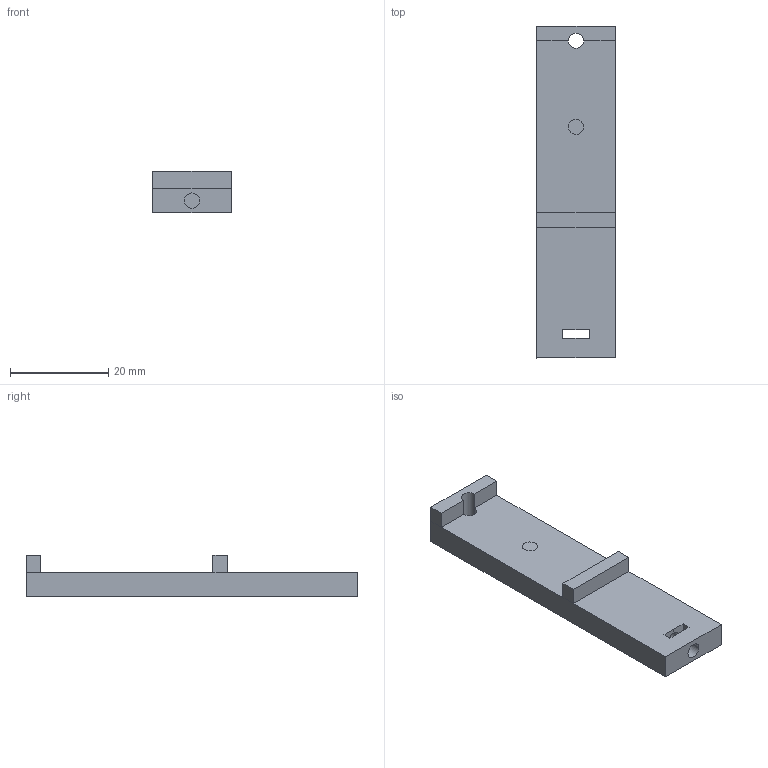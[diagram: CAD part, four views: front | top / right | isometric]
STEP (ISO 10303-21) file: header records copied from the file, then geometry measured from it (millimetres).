
FILE_DESCRIPTION(/* description */ (''),/* implementation_level */ '2;1');
FILE_NAME(/* name */ 'Camera_Calibration_VerticalStand',/* time_stamp */ '2024-11-12T15:35:08+01:00',/* author */ (''),/* organization */ (''),/* preprocessor_version */ 'ST-DEVELOPER v19.2',/* originating_system */ 'Rhino 8.12',/* authorisation */ '');
FILE_SCHEMA (('CONFIG_CONTROL_DESIGN'));
Length unit declared in the file: millimetre
Products named in the file (1): Document
Bounding box: 16 x 67.52 x 8.5 mm (x, y, z)
Volume: 5584.7 mm3; surface area: 3411.1 mm2
Topology: 1 solids, 1 shells, 33 faces, 85 edges, 54 vertices
Faces by surface type: plane 27, cylinder 6
Entity records: 1031 total; most frequent: CARTESIAN_POINT 273, ORIENTED_EDGE 170, EDGE_CURVE 85, DIRECTION 73, B_SPLINE_CURVE_WITH_KNOTS 59, VERTEX_POINT 54, AXIS2_PLACEMENT_3D 53, EDGE_LOOP 39
